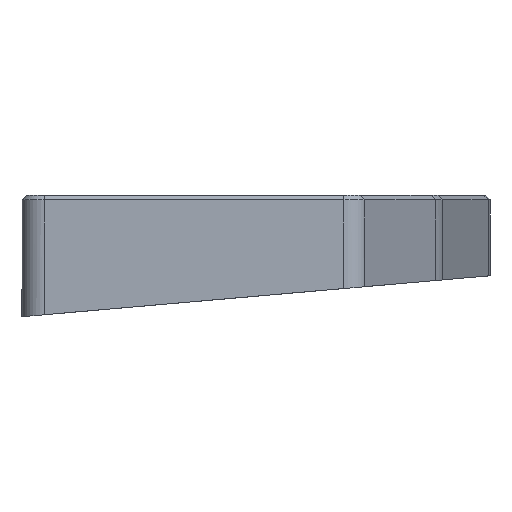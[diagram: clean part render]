
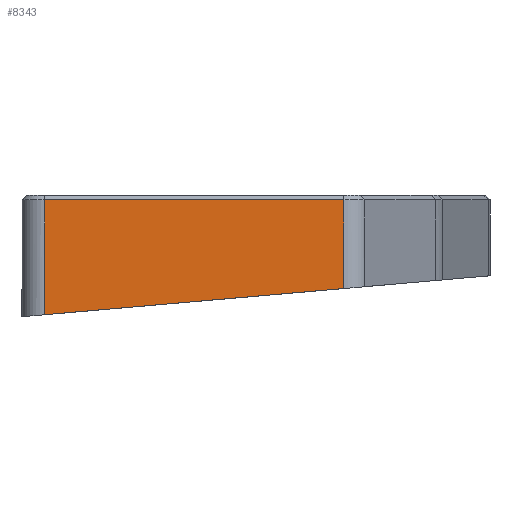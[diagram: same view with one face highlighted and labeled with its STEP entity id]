
A CAD part, left-side view. The second image highlights one B-rep face of the part: STEP entity #8343.
In plain terms, the highlighted planar face has unit normal (-1, 0, 0).
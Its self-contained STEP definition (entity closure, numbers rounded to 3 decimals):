
#969=PLANE('',#8956);
#1458=FACE_OUTER_BOUND('',#1984,.T.);
#1984=EDGE_LOOP('',(#7661,#7662,#7663,#7664));
#2454=LINE('',#21162,#3067);
#2636=LINE('',#21639,#3249);
#2671=LINE('',#21719,#3284);
#2672=LINE('',#21721,#3285);
#3067=VECTOR('',#10069,10.);
#3249=VECTOR('',#10615,10.);
#3284=VECTOR('',#10724,10.);
#3285=VECTOR('',#10727,10.);
#3935=VERTEX_POINT('',#21159);
#3936=VERTEX_POINT('',#21161);
#4048=VERTEX_POINT('',#21635);
#4049=VERTEX_POINT('',#21637);
#4989=EDGE_CURVE('',#3936,#3935,#2454,.T.);
#5229=EDGE_CURVE('',#4049,#4048,#2636,.T.);
#5270=EDGE_CURVE('',#4048,#3935,#2671,.T.);
#5271=EDGE_CURVE('',#3936,#4049,#2672,.T.);
#7661=ORIENTED_EDGE('',*,*,#4989,.T.);
#7662=ORIENTED_EDGE('',*,*,#5270,.F.);
#7663=ORIENTED_EDGE('',*,*,#5229,.F.);
#7664=ORIENTED_EDGE('',*,*,#5271,.F.);
#8343=ADVANCED_FACE('',(#1458),#969,.T.);
#8956=AXIS2_PLACEMENT_3D('',#21720,#10725,#10726);
#10069=DIRECTION('',(0.,-0.996,0.087));
#10615=DIRECTION('',(0.,-1.,0.));
#10724=DIRECTION('',(0.,0.,-1.));
#10725=DIRECTION('center_axis',(-1.,0.,0.));
#10726=DIRECTION('ref_axis',(0.,1.,0.));
#10727=DIRECTION('',(0.,0.,1.));
#21159=CARTESIAN_POINT('',(-5.,-62.335,-7.152));
#21161=CARTESIAN_POINT('',(-5.,4.,-12.956));
#21162=CARTESIAN_POINT('',(-5.,-81.055,-5.515));
#21635=CARTESIAN_POINT('',(-5.,-62.335,12.5));
#21637=CARTESIAN_POINT('',(-5.,4.,12.5));
#21639=CARTESIAN_POINT('',(-5.,-54.248,12.5));
#21719=CARTESIAN_POINT('',(-5.,-62.335,13.5));
#21720=CARTESIAN_POINT('Origin',(-5.,-65.65,13.5));
#21721=CARTESIAN_POINT('',(-5.,4.,13.5));
